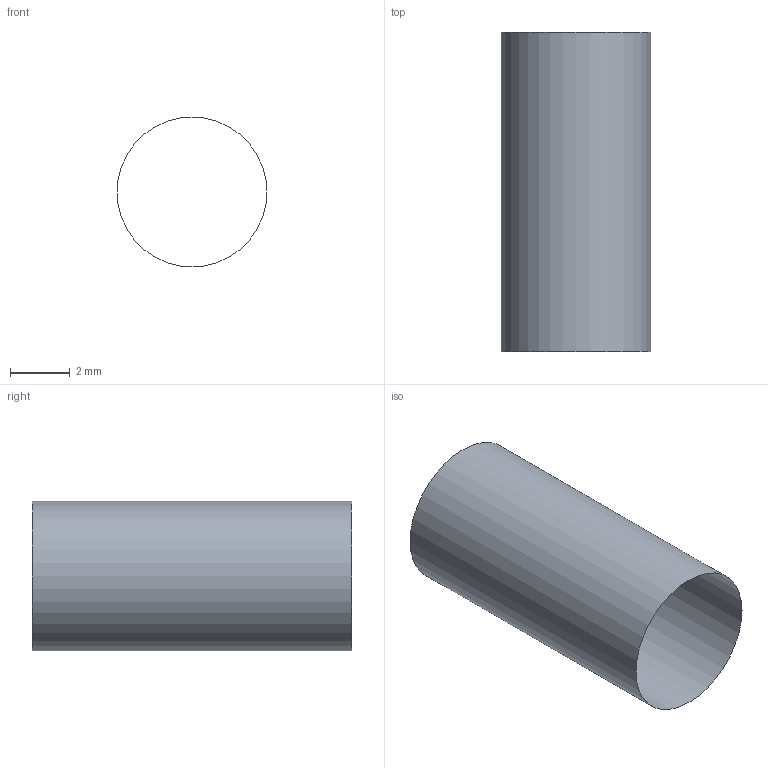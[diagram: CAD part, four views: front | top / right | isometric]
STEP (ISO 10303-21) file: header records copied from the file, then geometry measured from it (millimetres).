
FILE_DESCRIPTION(/* description */ ('STEP AP242','CAx-IF Rec.Pracs.---Representation and Presentation of Product Manufacturing Information (PMI)---4.0---2014-10-13','CAx-IF Rec.Pracs.---3D Tessellated Geometry---0.4---2014-09-14','2;1'),/* implementation_level */ '2;1');
FILE_NAME(/* name */ '680158f01b06d0090a8ef9f7',/* time_stamp */ '2025-04-17T19:39:29Z',/* author */ (''),/* organization */ (''),/* preprocessor_version */ 'ST-DEVELOPER v20',/* originating_system */ 'ONSHAPE BY PTC INC, 1.196',/* authorisation */ ' ');
FILE_SCHEMA (('AP242_MANAGED_MODEL_BASED_3D_ENGINEERING_MIM_LF { 1 0 10303 442 1 1 4 }'));
Length unit declared in the file: metre
Products named in the file (1): Surface 1
Bounding box: 5 x 10.67 x 5 mm (x, y, z)
Surface area: 167.7 mm2 (no closed solid volume)
Topology: 0 solids, 1 shells, 1 faces, 3 edges, 2 vertices
Faces by surface type: cylinder 1
Full cylindrical faces by diameter (mm): 5.005 x1
Entity records: 58 total; most frequent: DIRECTION 8, CARTESIAN_POINT 6, AXIS2_PLACEMENT_3D 4, ORIENTED_EDGE 2, EDGE_CURVE 2, VERTEX_POINT 2, CIRCLE 2, EDGE_LOOP 2
